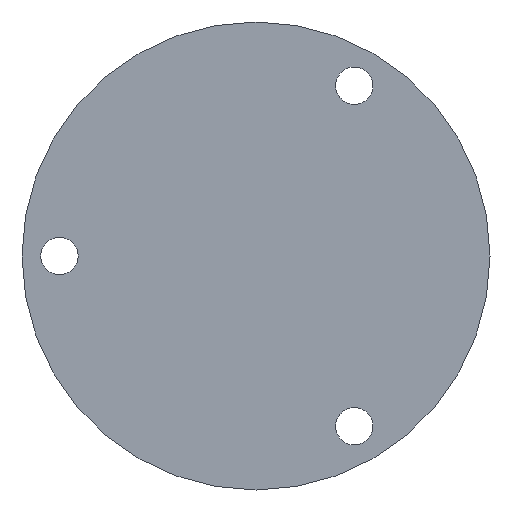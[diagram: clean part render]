
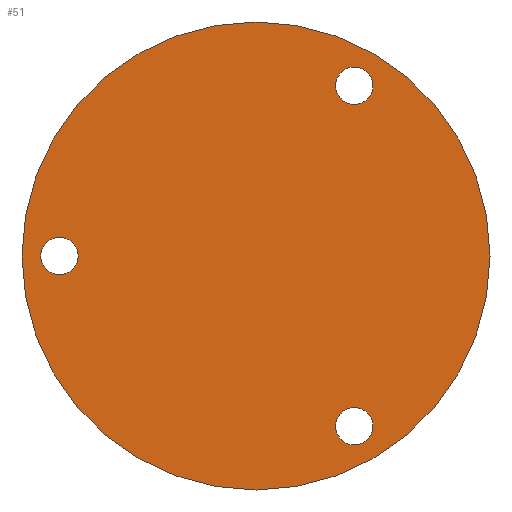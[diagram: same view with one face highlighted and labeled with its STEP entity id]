
A CAD part, front view. The second image highlights one B-rep face of the part: STEP entity #51.
In plain terms, the highlighted planar face has unit normal (0, -1, 0).
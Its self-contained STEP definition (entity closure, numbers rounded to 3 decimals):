
#51 = ADVANCED_FACE( '', ( #108, #109, #110, #111 ), #112, .F. );
#108 = FACE_BOUND( '', #163, .T. );
#109 = FACE_BOUND( '', #164, .T. );
#110 = FACE_BOUND( '', #165, .T. );
#111 = FACE_OUTER_BOUND( '', #166, .T. );
#112 = PLANE( '', #167 );
#163 = EDGE_LOOP( '', ( #228 ) );
#164 = EDGE_LOOP( '', ( #229 ) );
#165 = EDGE_LOOP( '', ( #230 ) );
#166 = EDGE_LOOP( '', ( #231 ) );
#167 = AXIS2_PLACEMENT_3D( '', #232, #233, #234 );
#228 = ORIENTED_EDGE( '', *, *, #264, .T. );
#229 = ORIENTED_EDGE( '', *, *, #251, .T. );
#230 = ORIENTED_EDGE( '', *, *, #257, .T. );
#231 = ORIENTED_EDGE( '', *, *, #268, .T. );
#232 = CARTESIAN_POINT( '', ( 12.5, 0., 0. ) );
#233 = DIRECTION( '', ( 0., 1., 0. ) );
#234 = DIRECTION( '', ( 0., 0., 1. ) );
#251 = EDGE_CURVE( '', #277, #277, #278, .T. );
#257 = EDGE_CURVE( '', #287, #287, #288, .T. );
#264 = EDGE_CURVE( '', #298, #298, #299, .T. );
#268 = EDGE_CURVE( '', #304, #304, #305, .T. );
#277 = VERTEX_POINT( '', #314 );
#278 = CIRCLE( '', #315, 1. );
#287 = VERTEX_POINT( '', #324 );
#288 = CIRCLE( '', #325, 1. );
#298 = VERTEX_POINT( '', #335 );
#299 = CIRCLE( '', #336, 1. );
#304 = VERTEX_POINT( '', #341 );
#305 = CIRCLE( '', #342, 12.5 );
#314 = CARTESIAN_POINT( '', ( 4.75, 0., 8.227 ) );
#315 = AXIS2_PLACEMENT_3D( '', #351, #352, #353 );
#324 = CARTESIAN_POINT( '', ( -9.5, 0., 0. ) );
#325 = AXIS2_PLACEMENT_3D( '', #363, #364, #365 );
#335 = CARTESIAN_POINT( '', ( 4.75, 0., -8.227 ) );
#336 = AXIS2_PLACEMENT_3D( '', #375, #376, #377 );
#341 = CARTESIAN_POINT( '', ( 0., 0., -12.5 ) );
#342 = AXIS2_PLACEMENT_3D( '', #381, #382, #383 );
#351 = CARTESIAN_POINT( '', ( 5.25, 0., 9.093 ) );
#352 = DIRECTION( '', ( 0., 1., 0. ) );
#353 = DIRECTION( '', ( -0.5, 0., -0.866 ) );
#363 = CARTESIAN_POINT( '', ( -10.5, 0., 0. ) );
#364 = DIRECTION( '', ( 0., 1., 0. ) );
#365 = DIRECTION( '', ( 1., 0., 0. ) );
#375 = CARTESIAN_POINT( '', ( 5.25, 0., -9.093 ) );
#376 = DIRECTION( '', ( 0., 1., 0. ) );
#377 = DIRECTION( '', ( -0.5, 0., 0.866 ) );
#381 = CARTESIAN_POINT( '', ( 0., 0., 0. ) );
#382 = DIRECTION( '', ( 0., -1., 0. ) );
#383 = DIRECTION( '', ( 0., 0., -1. ) );
